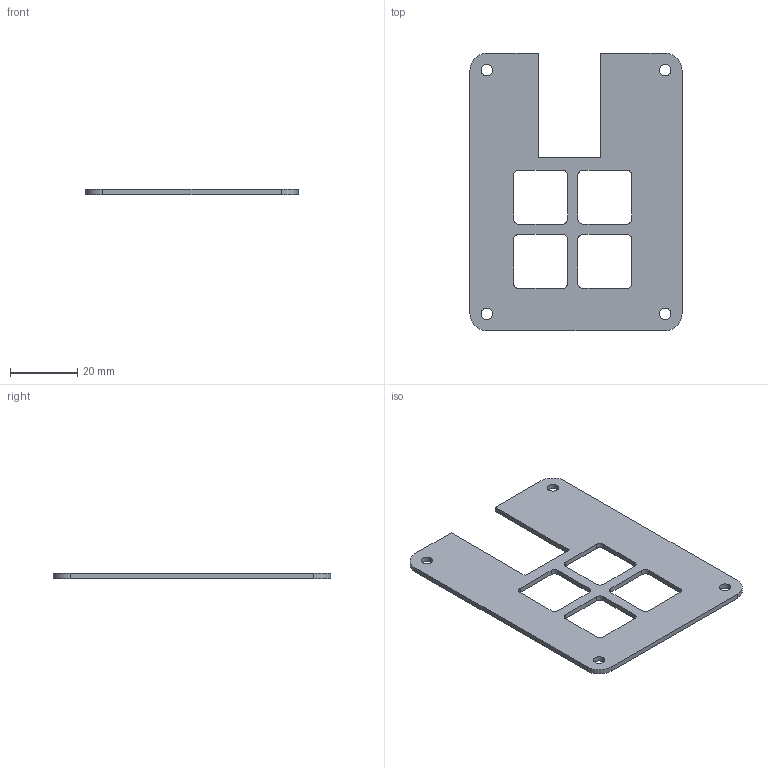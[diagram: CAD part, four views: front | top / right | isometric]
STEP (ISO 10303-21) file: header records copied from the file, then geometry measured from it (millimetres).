
FILE_DESCRIPTION(/* description */ (''),/* implementation_level */ '2;1');
FILE_NAME(/* name */ '6466826e-ac19-4155-989d-06027fbedaa7.stp',/* time_stamp */ '2025-12-14T18:47:33Z',/* author */ (''),/* organization */ (''),/* preprocessor_version */ 'ST-DEVELOPER v20.1',/* originating_system */ 'Autodesk Translation Framework v14.24.0.0',/* authorisation */ '');
FILE_SCHEMA (('AUTOMOTIVE_DESIGN { 1 0 10303 214 3 1 1 }'));
Length unit declared in the file: millimetre
Products named in the file (1): Lid
Bounding box: 62.9 x 82.3 x 1.5 mm (x, y, z)
Volume: 5291 mm3; surface area: 8030.2 mm2
Topology: 1 solids, 1 shells, 361 faces, 1011 edges, 674 vertices
Faces by surface type: bspline 203, plane 134, cylinder 24
Full cylindrical faces by diameter (mm): 3.4 x4
Entity records: 13515 total; most frequent: CARTESIAN_POINT 5498, ORIENTED_EDGE 2022, EDGE_CURVE 1011, DIRECTION 971, VERTEX_POINT 674, LINE 557, VECTOR 557, B_SPLINE_CURVE_WITH_KNOTS 406
